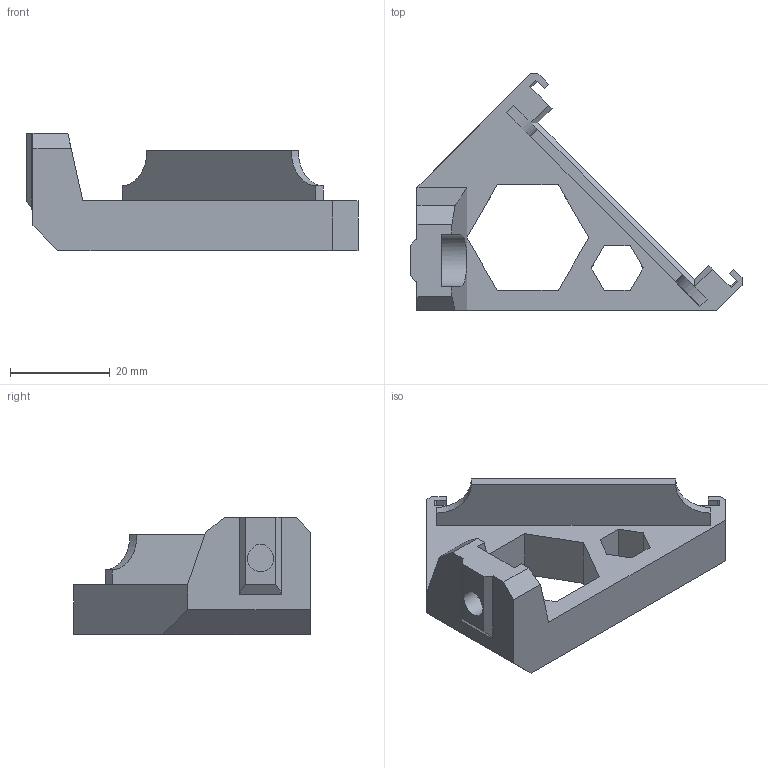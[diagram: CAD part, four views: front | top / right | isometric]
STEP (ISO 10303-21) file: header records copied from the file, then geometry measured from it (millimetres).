
FILE_DESCRIPTION(/* description */ (''),/* implementation_level */ '2;1');
FILE_NAME(/* name */ 'lcd_support_a.step',/* time_stamp */ '2017-12-28T16:22:16+01:00',/* author */ ('gregsaun'),/* organization */ (''),/* preprocessor_version */ 'ST-DEVELOPER v16.13',/* originating_system */ 'Autodesk Translation Framework v6.5.0.72',/* authorisation */ '');
FILE_SCHEMA (('AUTOMOTIVE_DESIGN { 1 0 10303 214 3 1 1 }'));
Length unit declared in the file: millimetre
Products named in the file (1): lcd_support_a
Bounding box: 66.64 x 47.52 x 23.5 mm (x, y, z)
Volume: 14092.9 mm3; surface area: 7593 mm2
Topology: 1 solids, 4 shells, 88 faces, 233 edges, 152 vertices
Faces by surface type: plane 84, cylinder 4
Entity records: 2712 total; most frequent: CARTESIAN_POINT 474, ORIENTED_EDGE 466, DIRECTION 420, EDGE_CURVE 233, LINE 224, VECTOR 224, VERTEX_POINT 152, AXIS2_PLACEMENT_3D 98
